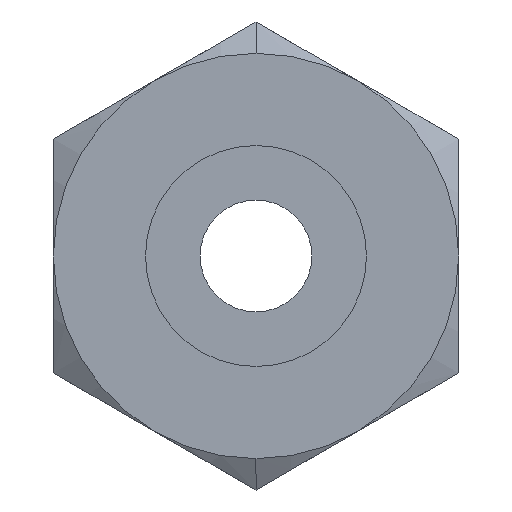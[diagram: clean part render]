
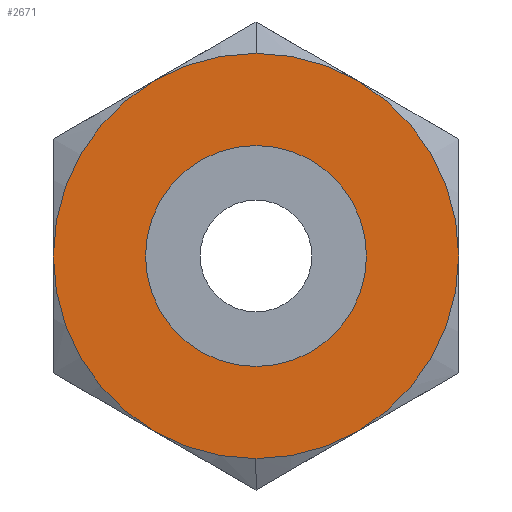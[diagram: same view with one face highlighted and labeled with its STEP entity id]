
A CAD part, left-side view. The second image highlights one B-rep face of the part: STEP entity #2671.
In plain terms, the highlighted planar face has unit normal (-1, 0, 0).
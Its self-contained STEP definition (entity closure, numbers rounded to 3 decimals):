
#42 = PLANE ( 'NONE',  #970 ) ;
#82 = CIRCLE ( 'NONE', #5501, 4.76 ) ;
#165 = CARTESIAN_POINT ( 'NONE',  ( 0., 0., 0. ) ) ;
#292 = DIRECTION ( 'NONE',  ( 0., 0., -1. ) ) ;
#503 = CIRCLE ( 'NONE', #6598, 4.76 ) ;
#734 = DIRECTION ( 'NONE',  ( 1., 0., 0. ) ) ;
#970 = AXIS2_PLACEMENT_3D ( 'NONE', #3915, #4565, #2652 ) ;
#1408 = DIRECTION ( 'NONE',  ( 0., 0., -1. ) ) ;
#1499 = EDGE_CURVE ( 'NONE', #5928, #2058, #2923, .T. ) ;
#1536 = AXIS2_PLACEMENT_3D ( 'NONE', #7909, #5365, #1408 ) ;
#2058 = VERTEX_POINT ( 'NONE', #8409 ) ;
#2264 = CARTESIAN_POINT ( 'NONE',  ( 0., 0., 4.76 ) ) ;
#2332 = CARTESIAN_POINT ( 'NONE',  ( 0., 0., 0. ) ) ;
#2424 = CIRCLE ( 'NONE', #8110, 8.73 ) ;
#2652 = DIRECTION ( 'NONE',  ( 0., 0., 1. ) ) ;
#2671 = ADVANCED_FACE ( 'NONE', ( #7859, #3999 ), #42, .T. ) ;
#2840 = DIRECTION ( 'NONE',  ( 1., 0., 0. ) ) ;
#2923 = CIRCLE ( 'NONE', #1536, 8.73 ) ;
#3376 = CARTESIAN_POINT ( 'NONE',  ( 0., 0., -4.76 ) ) ;
#3915 = CARTESIAN_POINT ( 'NONE',  ( 0., 0., 4.365 ) ) ;
#3999 = FACE_OUTER_BOUND ( 'NONE', #4681, .T. ) ;
#4495 = EDGE_LOOP ( 'NONE', ( #6961, #5103 ) ) ;
#4565 = DIRECTION ( 'NONE',  ( -1., 0., 0. ) ) ;
#4681 = EDGE_LOOP ( 'NONE', ( #5005, #5297 ) ) ;
#4795 = CARTESIAN_POINT ( 'NONE',  ( 0., 0., 0. ) ) ;
#5005 = ORIENTED_EDGE ( 'NONE', *, *, #6226, .F. ) ;
#5103 = ORIENTED_EDGE ( 'NONE', *, *, #7790, .T. ) ;
#5297 = ORIENTED_EDGE ( 'NONE', *, *, #1499, .F. ) ;
#5365 = DIRECTION ( 'NONE',  ( 1., 0., 0. ) ) ;
#5501 = AXIS2_PLACEMENT_3D ( 'NONE', #165, #734, #6043 ) ;
#5810 = VERTEX_POINT ( 'NONE', #3376 ) ;
#5928 = VERTEX_POINT ( 'NONE', #7707 ) ;
#6043 = DIRECTION ( 'NONE',  ( 0., 0., 1. ) ) ;
#6226 = EDGE_CURVE ( 'NONE', #2058, #5928, #2424, .T. ) ;
#6598 = AXIS2_PLACEMENT_3D ( 'NONE', #2332, #8282, #292 ) ;
#6961 = ORIENTED_EDGE ( 'NONE', *, *, #7985, .T. ) ;
#7174 = VERTEX_POINT ( 'NONE', #2264 ) ;
#7473 = DIRECTION ( 'NONE',  ( 0., 0., 1. ) ) ;
#7707 = CARTESIAN_POINT ( 'NONE',  ( 0., 0., -8.73 ) ) ;
#7790 = EDGE_CURVE ( 'NONE', #7174, #5810, #82, .T. ) ;
#7859 = FACE_BOUND ( 'NONE', #4495, .T. ) ;
#7909 = CARTESIAN_POINT ( 'NONE',  ( 0., 0., 0. ) ) ;
#7985 = EDGE_CURVE ( 'NONE', #5810, #7174, #503, .T. ) ;
#8110 = AXIS2_PLACEMENT_3D ( 'NONE', #4795, #2840, #7473 ) ;
#8282 = DIRECTION ( 'NONE',  ( 1., 0., 0. ) ) ;
#8409 = CARTESIAN_POINT ( 'NONE',  ( 0., 0., 8.73 ) ) ;
